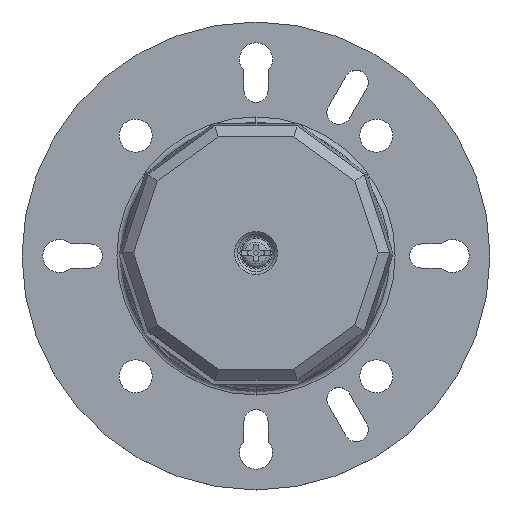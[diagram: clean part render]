
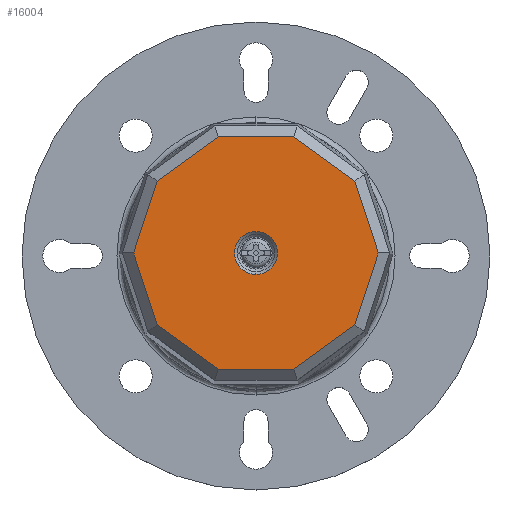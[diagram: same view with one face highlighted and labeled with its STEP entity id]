
A CAD part, top view. The second image highlights one B-rep face of the part: STEP entity #16004.
In plain terms, the highlighted planar face has unit normal (0, 0, 1).
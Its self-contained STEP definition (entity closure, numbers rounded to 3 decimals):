
#52 = VECTOR ( 'NONE', #13324, 1000. ) ;
#119 = VERTEX_POINT ( 'NONE', #14372 ) ;
#612 = EDGE_CURVE ( 'NONE', #4175, #8156, #17461, .T. ) ;
#720 = EDGE_CURVE ( 'NONE', #3460, #119, #13227, .T. ) ;
#793 = ORIENTED_EDGE ( 'NONE', *, *, #9990, .F. ) ;
#807 = CARTESIAN_POINT ( 'NONE',  ( -22.869, 0., 320. ) ) ;
#970 = EDGE_CURVE ( 'NONE', #5047, #3460, #15910, .T. ) ;
#1052 = CARTESIAN_POINT ( 'NONE',  ( 18.502, 13.442, 320. ) ) ;
#1172 = VECTOR ( 'NONE', #16163, 1000. ) ;
#1266 = CARTESIAN_POINT ( 'NONE',  ( 22.869, 0., 320. ) ) ;
#1288 = VERTEX_POINT ( 'NONE', #16462 ) ;
#1418 = CARTESIAN_POINT ( 'NONE',  ( 7.067, -21.75, 320. ) ) ;
#1789 = VECTOR ( 'NONE', #11913, 1000. ) ;
#1811 = CARTESIAN_POINT ( 'NONE',  ( 7.067, 21.75, 320. ) ) ;
#1830 = CARTESIAN_POINT ( 'NONE',  ( 18.502, 13.442, 320. ) ) ;
#1852 = EDGE_CURVE ( 'NONE', #11257, #16815, #17860, .T. ) ;
#1963 = CARTESIAN_POINT ( 'NONE',  ( -7.067, 21.75, 320. ) ) ;
#2106 = DIRECTION ( 'NONE',  ( 0.309, 0.951, 0. ) ) ;
#2116 = ORIENTED_EDGE ( 'NONE', *, *, #720, .F. ) ;
#2166 = DIRECTION ( 'NONE',  ( 0., 0., 1. ) ) ;
#2263 = VECTOR ( 'NONE', #3027, 1000. ) ;
#2297 = ORIENTED_EDGE ( 'NONE', *, *, #18219, .F. ) ;
#2446 = CARTESIAN_POINT ( 'NONE',  ( 0., 0., 320. ) ) ;
#2449 = CARTESIAN_POINT ( 'NONE',  ( 7.067, 21.75, 320. ) ) ;
#2839 = CARTESIAN_POINT ( 'NONE',  ( -7.067, -21.75, 320. ) ) ;
#2936 = CARTESIAN_POINT ( 'NONE',  ( 18.502, -13.442, 320. ) ) ;
#3027 = DIRECTION ( 'NONE',  ( -0.809, -0.588, 0. ) ) ;
#3028 = DIRECTION ( 'NONE',  ( -0.309, 0.951, 0. ) ) ;
#3114 = DIRECTION ( 'NONE',  ( -0.809, 0.588, 0. ) ) ;
#3373 = CARTESIAN_POINT ( 'NONE',  ( -7.067, -21.75, 320. ) ) ;
#3460 = VERTEX_POINT ( 'NONE', #17377 ) ;
#3626 = ORIENTED_EDGE ( 'NONE', *, *, #5969, .F. ) ;
#3927 = AXIS2_PLACEMENT_3D ( 'NONE', #2446, #2166, #11026 ) ;
#4175 = VERTEX_POINT ( 'NONE', #2449 ) ;
#4209 = VERTEX_POINT ( 'NONE', #18486 ) ;
#4387 = CARTESIAN_POINT ( 'NONE',  ( -7.067, 21.75, 320. ) ) ;
#4400 = CARTESIAN_POINT ( 'NONE',  ( 22.869, 0., 320. ) ) ;
#4872 = VERTEX_POINT ( 'NONE', #3373 ) ;
#5047 = VERTEX_POINT ( 'NONE', #1266 ) ;
#5325 = PLANE ( 'NONE',  #5904 ) ;
#5370 = VECTOR ( 'NONE', #12644, 1000. ) ;
#5418 = DIRECTION ( 'NONE',  ( 1., 0., 0. ) ) ;
#5428 = DIRECTION ( 'NONE',  ( 0., -1., 0. ) ) ;
#5524 = LINE ( 'NONE', #4387, #16466 ) ;
#5555 = VECTOR ( 'NONE', #17239, 1000. ) ;
#5719 = EDGE_CURVE ( 'NONE', #4872, #4209, #10015, .T. ) ;
#5875 = VECTOR ( 'NONE', #3028, 1000. ) ;
#5904 = AXIS2_PLACEMENT_3D ( 'NONE', #11084, #18348, #5418 ) ;
#5949 = CARTESIAN_POINT ( 'NONE',  ( -18.502, -13.442, 320. ) ) ;
#5969 = EDGE_CURVE ( 'NONE', #7685, #4175, #5524, .T. ) ;
#6470 = DIRECTION ( 'NONE',  ( 0., 0., 1. ) ) ;
#6599 = CARTESIAN_POINT ( 'NONE',  ( -18.502, 13.442, 320. ) ) ;
#7163 = LINE ( 'NONE', #1418, #5370 ) ;
#7604 = VERTEX_POINT ( 'NONE', #9318 ) ;
#7605 = ORIENTED_EDGE ( 'NONE', *, *, #1852, .F. ) ;
#7685 = VERTEX_POINT ( 'NONE', #1963 ) ;
#8105 = ORIENTED_EDGE ( 'NONE', *, *, #5719, .F. ) ;
#8156 = VERTEX_POINT ( 'NONE', #1052 ) ;
#9157 = EDGE_CURVE ( 'NONE', #7604, #1288, #9323, .T. ) ;
#9318 = CARTESIAN_POINT ( 'NONE',  ( 0., -4., 320. ) ) ;
#9323 = CIRCLE ( 'NONE', #14137, 4. ) ;
#9990 = EDGE_CURVE ( 'NONE', #16815, #7685, #14457, .T. ) ;
#10015 = LINE ( 'NONE', #2839, #14944 ) ;
#10071 = EDGE_CURVE ( 'NONE', #8156, #5047, #14739, .T. ) ;
#10298 = LINE ( 'NONE', #5949, #5875 ) ;
#10508 = CARTESIAN_POINT ( 'NONE',  ( -18.502, 13.442, 320. ) ) ;
#10695 = CARTESIAN_POINT ( 'NONE',  ( -22.869, 0., 320. ) ) ;
#10917 = CARTESIAN_POINT ( 'NONE',  ( 0., 0., 320. ) ) ;
#10965 = ORIENTED_EDGE ( 'NONE', *, *, #9157, .F. ) ;
#11026 = DIRECTION ( 'NONE',  ( 0., -1., 0. ) ) ;
#11084 = CARTESIAN_POINT ( 'NONE',  ( -25.156, -23.925, 320. ) ) ;
#11257 = VERTEX_POINT ( 'NONE', #807 ) ;
#11913 = DIRECTION ( 'NONE',  ( 0.309, -0.951, 0. ) ) ;
#12596 = FACE_OUTER_BOUND ( 'NONE', #14146, .T. ) ;
#12644 = DIRECTION ( 'NONE',  ( -1., 0., 0. ) ) ;
#13227 = LINE ( 'NONE', #2936, #2263 ) ;
#13275 = CIRCLE ( 'NONE', #3927, 4. ) ;
#13324 = DIRECTION ( 'NONE',  ( 0.809, -0.588, 0. ) ) ;
#13442 = ORIENTED_EDGE ( 'NONE', *, *, #16689, .F. ) ;
#13561 = EDGE_CURVE ( 'NONE', #1288, #7604, #13275, .T. ) ;
#13743 = ORIENTED_EDGE ( 'NONE', *, *, #612, .F. ) ;
#14137 = AXIS2_PLACEMENT_3D ( 'NONE', #10917, #6470, #5428 ) ;
#14146 = EDGE_LOOP ( 'NONE', ( #8105, #2297, #2116, #16743, #18032, #13743, #3626, #793, #7605, #13442 ) ) ;
#14372 = CARTESIAN_POINT ( 'NONE',  ( 7.067, -21.75, 320. ) ) ;
#14457 = LINE ( 'NONE', #10508, #1172 ) ;
#14739 = LINE ( 'NONE', #1830, #1789 ) ;
#14944 = VECTOR ( 'NONE', #3114, 1000. ) ;
#15910 = LINE ( 'NONE', #4400, #5555 ) ;
#16004 = ADVANCED_FACE ( 'NONE', ( #18252, #12596 ), #5325, .T. ) ;
#16163 = DIRECTION ( 'NONE',  ( 0.809, 0.588, 0. ) ) ;
#16357 = EDGE_LOOP ( 'NONE', ( #18305, #10965 ) ) ;
#16462 = CARTESIAN_POINT ( 'NONE',  ( 0., 4., 320. ) ) ;
#16466 = VECTOR ( 'NONE', #17035, 1000. ) ;
#16689 = EDGE_CURVE ( 'NONE', #4209, #11257, #10298, .T. ) ;
#16743 = ORIENTED_EDGE ( 'NONE', *, *, #970, .F. ) ;
#16815 = VERTEX_POINT ( 'NONE', #6599 ) ;
#17035 = DIRECTION ( 'NONE',  ( 1., 0., 0. ) ) ;
#17239 = DIRECTION ( 'NONE',  ( -0.309, -0.951, 0. ) ) ;
#17377 = CARTESIAN_POINT ( 'NONE',  ( 18.502, -13.442, 320. ) ) ;
#17461 = LINE ( 'NONE', #1811, #52 ) ;
#17860 = LINE ( 'NONE', #10695, #18555 ) ;
#18032 = ORIENTED_EDGE ( 'NONE', *, *, #10071, .F. ) ;
#18219 = EDGE_CURVE ( 'NONE', #119, #4872, #7163, .T. ) ;
#18252 = FACE_BOUND ( 'NONE', #16357, .T. ) ;
#18305 = ORIENTED_EDGE ( 'NONE', *, *, #13561, .F. ) ;
#18348 = DIRECTION ( 'NONE',  ( 0., 0., 1. ) ) ;
#18486 = CARTESIAN_POINT ( 'NONE',  ( -18.502, -13.442, 320. ) ) ;
#18555 = VECTOR ( 'NONE', #2106, 1000. ) ;
